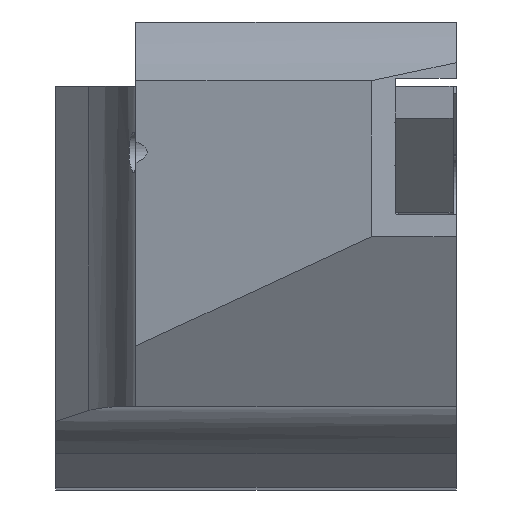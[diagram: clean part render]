
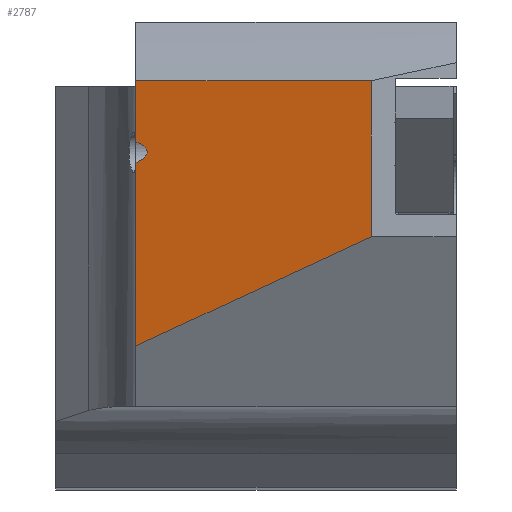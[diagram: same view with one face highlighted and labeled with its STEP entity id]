
A CAD part, top view. The second image highlights one B-rep face of the part: STEP entity #2787.
In plain terms, the highlighted planar face has unit normal (-0.259, 0, 0.966).
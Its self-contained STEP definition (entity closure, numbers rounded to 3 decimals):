
#54 = VECTOR ( 'NONE', #1990, 1000. ) ;
#358 = VERTEX_POINT ( 'NONE', #3278 ) ;
#437 = CARTESIAN_POINT ( 'NONE',  ( 5., 8.778, -3.939 ) ) ;
#738 = EDGE_CURVE ( 'NONE', #1521, #772, #3353, .T. ) ;
#772 = VERTEX_POINT ( 'NONE', #2547 ) ;
#807 = ORIENTED_EDGE ( 'NONE', *, *, #2852, .T. ) ;
#819 = CARTESIAN_POINT ( 'NONE',  ( 5., 187.38, -3.939 ) ) ;
#841 = FACE_OUTER_BOUND ( 'NONE', #3224, .T. ) ;
#854 = ORIENTED_EDGE ( 'NONE', *, *, #738, .T. ) ;
#855 = CARTESIAN_POINT ( 'NONE',  ( 5., 25.334, -3.939 ) ) ;
#865 = CARTESIAN_POINT ( 'NONE',  ( 153.659, 77.77, 35.894 ) ) ;
#911 = LINE ( 'NONE', #1788, #1045 ) ;
#998 = CARTESIAN_POINT ( 'NONE',  ( 19.7, 25.334, 0. ) ) ;
#999 = VECTOR ( 'NONE', #2641, 1000. ) ;
#1045 = VECTOR ( 'NONE', #1244, 1000. ) ;
#1081 = VERTEX_POINT ( 'NONE', #1341 ) ;
#1102 = CARTESIAN_POINT ( 'NONE',  ( -29.93, 25.334, -13.298 ) ) ;
#1142 = CARTESIAN_POINT ( 'NONE',  ( 5.966, 21.125, -3.68 ) ) ;
#1166 = VECTOR ( 'NONE', #2005, 1000. ) ;
#1244 = DIRECTION ( 'NONE',  ( 0., -1., 0. ) ) ;
#1341 = CARTESIAN_POINT ( 'NONE',  ( 5., 20.219, -3.939 ) ) ;
#1521 = VERTEX_POINT ( 'NONE', #855 ) ;
#1788 = CARTESIAN_POINT ( 'NONE',  ( 5., 187.38, -3.939 ) ) ;
#1935 = DIRECTION ( 'NONE',  ( 0., -1., 0. ) ) ;
#1950 = AXIS2_PLACEMENT_3D ( 'NONE', #2025, #3636, #2767 ) ;
#1990 = DIRECTION ( 'NONE',  ( 0.881, 0.409, 0.236 ) ) ;
#2005 = DIRECTION ( 'NONE',  ( 0.966, 0., 0.259 ) ) ;
#2025 = CARTESIAN_POINT ( 'NONE',  ( 19.7, 187.38, 0. ) ) ;
#2217 = LINE ( 'NONE', #1102, #1166 ) ;
#2321 = ORIENTED_EDGE ( 'NONE', *, *, #2831, .F. ) ;
#2337 = CARTESIAN_POINT ( 'NONE',  ( 19.7, 187.38, 0. ) ) ;
#2361 = VECTOR ( 'NONE', #1935, 1000. ) ;
#2387 = EDGE_CURVE ( 'NONE', #3591, #358, #2522, .T. ) ;
#2497 = CARTESIAN_POINT ( 'NONE',  ( 5., 20.219, -3.939 ) ) ;
#2522 = LINE ( 'NONE', #865, #54 ) ;
#2540 = EDGE_CURVE ( 'NONE', #3200, #358, #2625, .T. ) ;
#2547 = CARTESIAN_POINT ( 'NONE',  ( 5., 21.541, -3.939 ) ) ;
#2576 = ORIENTED_EDGE ( 'NONE', *, *, #2387, .T. ) ;
#2625 = LINE ( 'NONE', #2337, #999 ) ;
#2641 = DIRECTION ( 'NONE',  ( 0., -1., 0. ) ) ;
#2767 = DIRECTION ( 'NONE',  ( 0.966, 0., 0.259 ) ) ;
#2787 = ADVANCED_FACE ( 'NONE', ( #841 ), #3114, .T. ) ;
#2831 = EDGE_CURVE ( 'NONE', #1521, #3200, #2217, .T. ) ;
#2852 = EDGE_CURVE ( 'NONE', #1081, #3591, #911, .T. ) ;
#2982 = CARTESIAN_POINT ( 'NONE',  ( 5., 21.541, -3.939 ) ) ;
#3114 = PLANE ( 'NONE',  #1950 ) ;
#3131 = CARTESIAN_POINT ( 'NONE',  ( 5.966, 20.635, -3.68 ) ) ;
#3168 = ORIENTED_EDGE ( 'NONE', *, *, #2540, .F. ) ;
#3200 = VERTEX_POINT ( 'NONE', #998 ) ;
#3224 = EDGE_LOOP ( 'NONE', ( #2321, #854, #3623, #807, #2576, #3168 ) ) ;
#3249 = EDGE_CURVE ( 'NONE', #772, #1081, #3658, .T. ) ;
#3278 = CARTESIAN_POINT ( 'NONE',  ( 19.7, 15.6, 0. ) ) ;
#3353 = LINE ( 'NONE', #819, #2361 ) ;
#3591 = VERTEX_POINT ( 'NONE', #437 ) ;
#3623 = ORIENTED_EDGE ( 'NONE', *, *, #3249, .T. ) ;
#3636 = DIRECTION ( 'NONE',  ( -0.259, 0., 0.966 ) ) ;
#3658 =( BOUNDED_CURVE ( )  B_SPLINE_CURVE ( 3, ( #2982, #1142, #3131, #2497 ),
 .UNSPECIFIED., .F., .F. ) 
 B_SPLINE_CURVE_WITH_KNOTS ( ( 4, 4 ),
 ( 5.726, 6.84 ),
 .UNSPECIFIED. ) 
 CURVE ( )  GEOMETRIC_REPRESENTATION_ITEM ( )  RATIONAL_B_SPLINE_CURVE ( ( 1., 0.899, 0.899, 1. ) ) 
 REPRESENTATION_ITEM ( '' )  );
